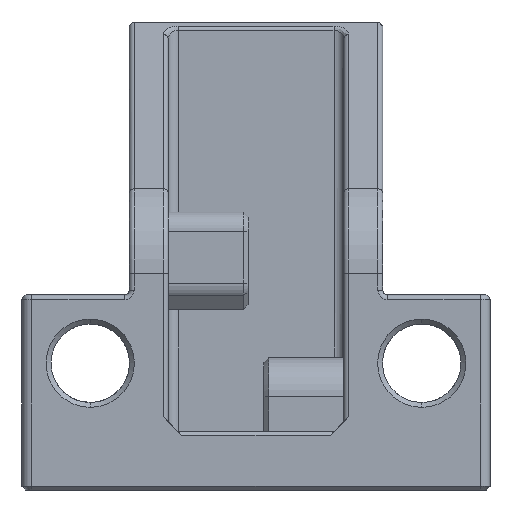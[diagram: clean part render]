
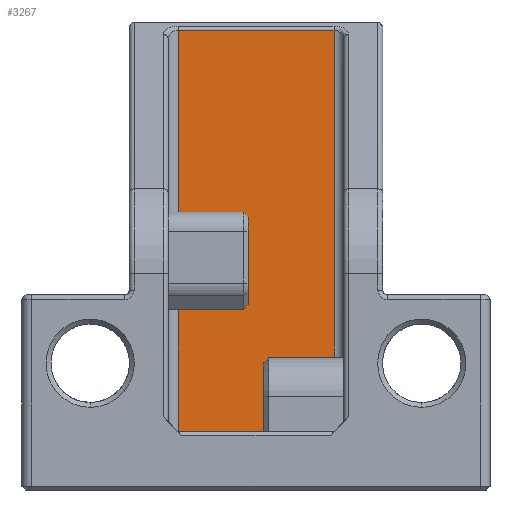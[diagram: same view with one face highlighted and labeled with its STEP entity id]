
A CAD part, left-side view. The second image highlights one B-rep face of the part: STEP entity #3267.
In plain terms, the highlighted planar face has unit normal (-1, 0, 0).
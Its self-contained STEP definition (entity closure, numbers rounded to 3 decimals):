
#66 = CARTESIAN_POINT ( 'NONE',  ( -12., 10., -23. ) ) ;
#166 = VERTEX_POINT ( 'NONE', #5109 ) ;
#1007 = VERTEX_POINT ( 'NONE', #5720 ) ;
#1014 = DIRECTION ( 'NONE',  ( 0., 0., -1. ) ) ;
#1141 = CARTESIAN_POINT ( 'NONE',  ( -12., -6., 23.138 ) ) ;
#1511 = VECTOR ( 'NONE', #3892, 1000. ) ;
#1800 = VERTEX_POINT ( 'NONE', #4724 ) ;
#2029 = LINE ( 'NONE', #1141, #4759 ) ;
#2269 = VECTOR ( 'NONE', #4510, 1000. ) ;
#2399 = ORIENTED_EDGE ( 'NONE', *, *, #2548, .F. ) ;
#2548 = EDGE_CURVE ( 'NONE', #1007, #166, #2029, .T. ) ;
#2577 = EDGE_CURVE ( 'NONE', #1800, #6964, #2968, .T. ) ;
#2968 = LINE ( 'NONE', #66, #1511 ) ;
#3127 = FACE_OUTER_BOUND ( 'NONE', #4657, .T. ) ;
#3267 = ADVANCED_FACE ( 'NONE', ( #3127 ), #5465, .T. ) ;
#3892 = DIRECTION ( 'NONE',  ( 0., 1., 0. ) ) ;
#3955 = ORIENTED_EDGE ( 'NONE', *, *, #4714, .F. ) ;
#4148 = CARTESIAN_POINT ( 'NONE',  ( -12., 10., -23. ) ) ;
#4221 = CARTESIAN_POINT ( 'NONE',  ( -12., -6., -24. ) ) ;
#4510 = DIRECTION ( 'NONE',  ( 0., 0., 1. ) ) ;
#4610 = LINE ( 'NONE', #4221, #5137 ) ;
#4657 = EDGE_LOOP ( 'NONE', ( #3955, #5665, #6447, #2399 ) ) ;
#4714 = EDGE_CURVE ( 'NONE', #6964, #1007, #6476, .T. ) ;
#4724 = CARTESIAN_POINT ( 'NONE',  ( -12., -6., -23. ) ) ;
#4759 = VECTOR ( 'NONE', #6053, 1000. ) ;
#4831 = CARTESIAN_POINT ( 'NONE',  ( -12., 11., 24. ) ) ;
#4950 = DIRECTION ( 'NONE',  ( -1., 0., 0. ) ) ;
#5092 = CARTESIAN_POINT ( 'NONE',  ( -12., 10., 24. ) ) ;
#5109 = CARTESIAN_POINT ( 'NONE',  ( -12., -6., 23.138 ) ) ;
#5137 = VECTOR ( 'NONE', #1014, 1000. ) ;
#5465 = PLANE ( 'NONE',  #6232 ) ;
#5665 = ORIENTED_EDGE ( 'NONE', *, *, #2577, .F. ) ;
#5720 = CARTESIAN_POINT ( 'NONE',  ( -12., 10., 23.138 ) ) ;
#6053 = DIRECTION ( 'NONE',  ( 0., -1., 0. ) ) ;
#6232 = AXIS2_PLACEMENT_3D ( 'NONE', #4831, #4950, #6689 ) ;
#6447 = ORIENTED_EDGE ( 'NONE', *, *, #7092, .F. ) ;
#6476 = LINE ( 'NONE', #5092, #2269 ) ;
#6689 = DIRECTION ( 'NONE',  ( 0., 1., 0. ) ) ;
#6964 = VERTEX_POINT ( 'NONE', #4148 ) ;
#7092 = EDGE_CURVE ( 'NONE', #166, #1800, #4610, .T. ) ;
